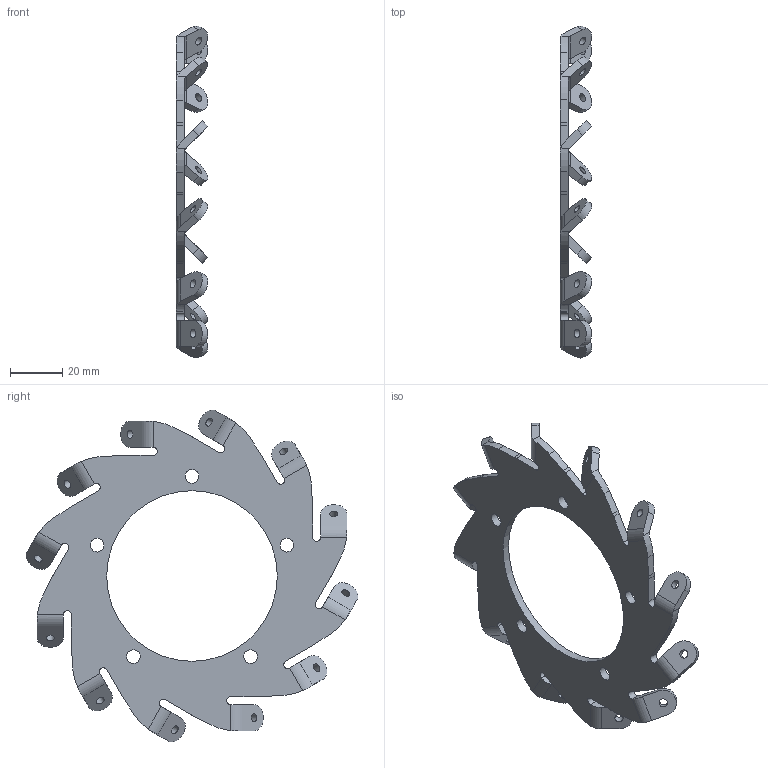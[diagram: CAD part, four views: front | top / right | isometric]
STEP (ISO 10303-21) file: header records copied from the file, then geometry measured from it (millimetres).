
FILE_DESCRIPTION(/* description */ (''),/* implementation_level */ '2;1');
FILE_NAME(/* name */ 'side_L.step.step',/* time_stamp */ '2024-06-14T14:41:42+02:00',/* author */ (''),/* organization */ (''),/* preprocessor_version */ 'ST-DEVELOPER v20',/* originating_system */ 'Autodesk Translation Framework v13.14.0.145',/* authorisation */ '');
FILE_SCHEMA (('AUTOMOTIVE_DESIGN { 1 0 10303 214 3 1 1 }'));
Length unit declared in the file: millimetre
Products named in the file (1): mecanum wheel side _ mirror
Bounding box: 12.09 x 126.49 x 126.49 mm (x, y, z)
Volume: 21919.3 mm3; surface area: 18297.4 mm2
Topology: 1 solids, 1 shells, 164 faces, 462 edges, 300 vertices
Faces by surface type: cylinder 90, plane 74
Full cylindrical faces by diameter (mm): 3.2 x12, 5.2 x5, 65 x1
Entity records: 5494 total; most frequent: CARTESIAN_POINT 1023, DIRECTION 948, ORIENTED_EDGE 924, EDGE_CURVE 462, AXIS2_PLACEMENT_3D 345, VERTEX_POINT 300, LINE 258, VECTOR 258
